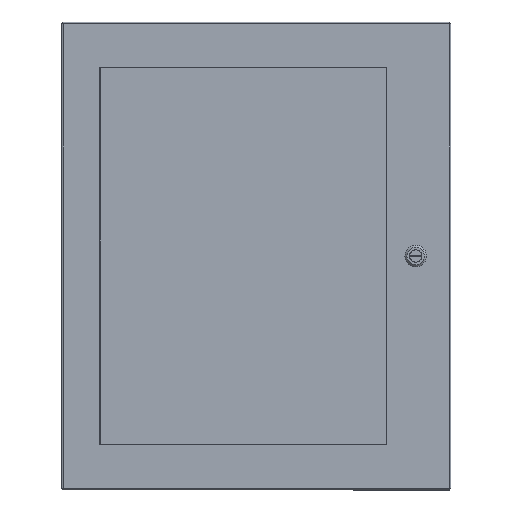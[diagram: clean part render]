
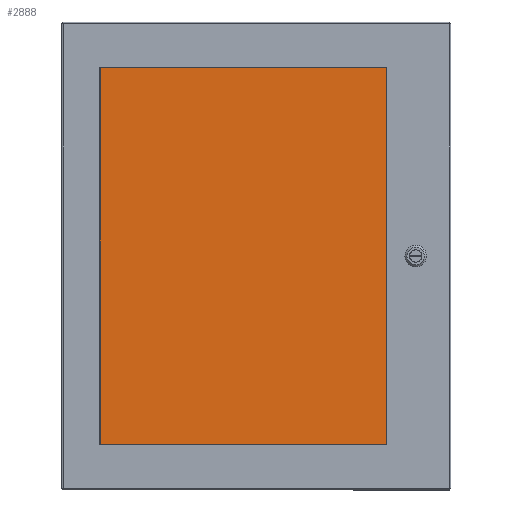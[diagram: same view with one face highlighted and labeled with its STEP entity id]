
A CAD part, front view. The second image highlights one B-rep face of the part: STEP entity #2888.
In plain terms, the highlighted planar face has unit normal (0, -1, 0).
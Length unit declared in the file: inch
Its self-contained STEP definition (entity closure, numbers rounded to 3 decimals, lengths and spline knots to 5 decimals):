
#555 = PLANE ( 'NONE',  #25792 ) ;
#2888 = ADVANCED_FACE ( 'NONE', ( #21935 ), #555, .T. ) ;
#4280 = LINE ( 'NONE', #20540, #10679 ) ;
#4300 = VERTEX_POINT ( 'NONE', #24707 ) ;
#6118 = EDGE_CURVE ( 'NONE', #8783, #6253, #4280, .T. ) ;
#6253 = VERTEX_POINT ( 'NONE', #30309 ) ;
#6558 = EDGE_CURVE ( 'NONE', #11680, #4300, #8677, .T. ) ;
#6680 = DIRECTION ( 'NONE',  ( 0., -1., 0. ) ) ;
#8460 = DIRECTION ( 'NONE',  ( 0., 0., -1. ) ) ;
#8677 = LINE ( 'NONE', #29417, #9433 ) ;
#8783 = VERTEX_POINT ( 'NONE', #26793 ) ;
#9433 = VECTOR ( 'NONE', #8460, 39.37008 ) ;
#10679 = VECTOR ( 'NONE', #20128, 39.37008 ) ;
#10745 = ORIENTED_EDGE ( 'NONE', *, *, #6118, .F. ) ;
#11680 = VERTEX_POINT ( 'NONE', #36854 ) ;
#11688 = CARTESIAN_POINT ( 'NONE',  ( 6.683, -8.765, 9.6465 ) ) ;
#11717 = DIRECTION ( 'NONE',  ( -1., 0., 0. ) ) ;
#18567 = EDGE_CURVE ( 'NONE', #4300, #8783, #39585, .T. ) ;
#20128 = DIRECTION ( 'NONE',  ( 0., 0., 1. ) ) ;
#20540 = CARTESIAN_POINT ( 'NONE',  ( -7.986, -8.765, 9.6465 ) ) ;
#21389 = VECTOR ( 'NONE', #24104, 39.37008 ) ;
#21935 = FACE_OUTER_BOUND ( 'NONE', #32133, .T. ) ;
#24104 = DIRECTION ( 'NONE',  ( 1., 0., 0. ) ) ;
#24707 = CARTESIAN_POINT ( 'NONE',  ( 6.683, -8.765, -9.6475 ) ) ;
#25792 = AXIS2_PLACEMENT_3D ( 'NONE', #34565, #6680, #31290 ) ;
#26793 = CARTESIAN_POINT ( 'NONE',  ( -7.986, -8.765, -9.6475 ) ) ;
#29417 = CARTESIAN_POINT ( 'NONE',  ( 6.683, -8.765, -9.6475 ) ) ;
#30309 = CARTESIAN_POINT ( 'NONE',  ( -7.986, -8.765, 9.6465 ) ) ;
#31290 = DIRECTION ( 'NONE',  ( -1., 0., 0. ) ) ;
#32133 = EDGE_LOOP ( 'NONE', ( #36912, #34643, #10745, #39064 ) ) ;
#34252 = CARTESIAN_POINT ( 'NONE',  ( -7.986, -8.765, -9.6475 ) ) ;
#34418 = LINE ( 'NONE', #11688, #21389 ) ;
#34565 = CARTESIAN_POINT ( 'NONE',  ( 7.0675, -8.765, 10.031 ) ) ;
#34643 = ORIENTED_EDGE ( 'NONE', *, *, #38211, .F. ) ;
#36854 = CARTESIAN_POINT ( 'NONE',  ( 6.683, -8.765, 9.6465 ) ) ;
#36912 = ORIENTED_EDGE ( 'NONE', *, *, #6558, .F. ) ;
#38211 = EDGE_CURVE ( 'NONE', #6253, #11680, #34418, .T. ) ;
#39041 = VECTOR ( 'NONE', #11717, 39.37008 ) ;
#39064 = ORIENTED_EDGE ( 'NONE', *, *, #18567, .F. ) ;
#39585 = LINE ( 'NONE', #34252, #39041 ) ;
